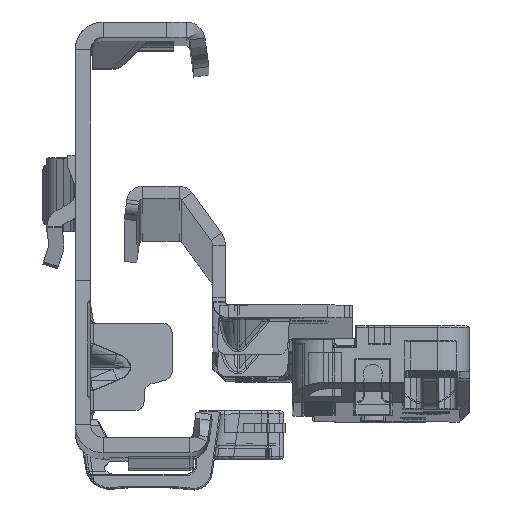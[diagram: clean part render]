
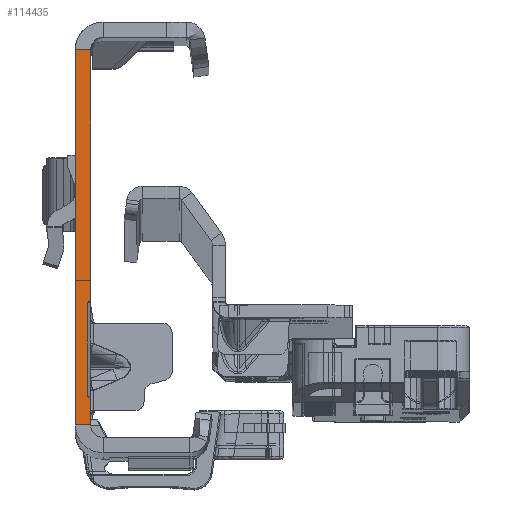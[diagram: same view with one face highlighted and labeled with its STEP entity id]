
A CAD part, top view. The second image highlights one B-rep face of the part: STEP entity #114435.
In plain terms, the highlighted planar face has unit normal (0, 0, 1).
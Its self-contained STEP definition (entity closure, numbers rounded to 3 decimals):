
#1678 = VECTOR ( 'NONE', #89498, 1000. ) ;
#3131 = CARTESIAN_POINT ( 'NONE',  ( -2.45, 30., 0. ) ) ;
#3664 = VECTOR ( 'NONE', #126667, 1000. ) ;
#4000 = ORIENTED_EDGE ( 'NONE', *, *, #7429, .F. ) ;
#4984 = CARTESIAN_POINT ( 'NONE',  ( 0., -32., 0. ) ) ;
#6258 = VECTOR ( 'NONE', #120002, 1000. ) ;
#7429 = EDGE_CURVE ( 'NONE', #107008, #95150, #87591, .T. ) ;
#9529 = VECTOR ( 'NONE', #64797, 1000. ) ;
#11924 = CARTESIAN_POINT ( 'NONE',  ( -2.45, -32., 0. ) ) ;
#12719 = ORIENTED_EDGE ( 'NONE', *, *, #26052, .T. ) ;
#12848 = DIRECTION ( 'NONE',  ( 0., -1., 0. ) ) ;
#14820 = VERTEX_POINT ( 'NONE', #77258 ) ;
#16626 = VERTEX_POINT ( 'NONE', #41778 ) ;
#16862 = CARTESIAN_POINT ( 'NONE',  ( 0., 30., 0. ) ) ;
#21220 = VECTOR ( 'NONE', #12848, 1000. ) ;
#22147 = CARTESIAN_POINT ( 'NONE',  ( -0.536, -25.45, 0. ) ) ;
#24010 = ORIENTED_EDGE ( 'NONE', *, *, #36767, .T. ) ;
#25892 = DIRECTION ( 'NONE',  ( 0., -1., 0. ) ) ;
#26052 = EDGE_CURVE ( 'NONE', #107008, #35288, #37555, .T. ) ;
#29713 = FACE_OUTER_BOUND ( 'NONE', #95908, .T. ) ;
#31781 = CARTESIAN_POINT ( 'NONE',  ( -2.45, -32., 0. ) ) ;
#32101 = DIRECTION ( 'NONE',  ( 0., 0., 1. ) ) ;
#34388 = EDGE_CURVE ( 'NONE', #126799, #35288, #52495, .T. ) ;
#35288 = VERTEX_POINT ( 'NONE', #22147 ) ;
#36500 = CARTESIAN_POINT ( 'NONE',  ( -2.45, -30., 0. ) ) ;
#36767 = EDGE_CURVE ( 'NONE', #40854, #86626, #92828, .T. ) ;
#37555 = LINE ( 'NONE', #77186, #103511 ) ;
#40854 = VERTEX_POINT ( 'NONE', #3131 ) ;
#41778 = CARTESIAN_POINT ( 'NONE',  ( 0., 30., 0. ) ) ;
#42349 = VECTOR ( 'NONE', #25892, 1000. ) ;
#52495 = LINE ( 'NONE', #102462, #9529 ) ;
#53839 = ORIENTED_EDGE ( 'NONE', *, *, #94406, .F. ) ;
#55885 = LINE ( 'NONE', #16862, #3664 ) ;
#60090 = EDGE_CURVE ( 'NONE', #95150, #86626, #99230, .T. ) ;
#63051 = ORIENTED_EDGE ( 'NONE', *, *, #60090, .F. ) ;
#63614 = CARTESIAN_POINT ( 'NONE',  ( -0.536, -10.45, 0. ) ) ;
#64797 = DIRECTION ( 'NONE',  ( 0., -1., 0. ) ) ;
#74099 = VECTOR ( 'NONE', #101291, 1000. ) ;
#75275 = CARTESIAN_POINT ( 'NONE',  ( 0., -32., 0. ) ) ;
#77186 = CARTESIAN_POINT ( 'NONE',  ( 0.082, -26.047, 0. ) ) ;
#77258 = CARTESIAN_POINT ( 'NONE',  ( 0., -9.932, 0. ) ) ;
#77615 = EDGE_CURVE ( 'NONE', #126799, #14820, #118111, .T. ) ;
#78217 = ORIENTED_EDGE ( 'NONE', *, *, #87485, .T. ) ;
#80336 = CARTESIAN_POINT ( 'NONE',  ( 0., -30., 0. ) ) ;
#86626 = VERTEX_POINT ( 'NONE', #36500 ) ;
#87485 = EDGE_CURVE ( 'NONE', #16626, #40854, #55885, .T. ) ;
#87591 = LINE ( 'NONE', #75275, #42349 ) ;
#88894 = CARTESIAN_POINT ( 'NONE',  ( -0.259, -10.182, 0. ) ) ;
#89498 = DIRECTION ( 'NONE',  ( -1., 0., 0. ) ) ;
#91245 = PLANE ( 'NONE',  #114684 ) ;
#92828 = LINE ( 'NONE', #31781, #74099 ) ;
#93449 = LINE ( 'NONE', #4984, #21220 ) ;
#94406 = EDGE_CURVE ( 'NONE', #16626, #14820, #93449, .T. ) ;
#95150 = VERTEX_POINT ( 'NONE', #121705 ) ;
#95908 = EDGE_LOOP ( 'NONE', ( #123316, #127853, #53839, #78217, #24010, #63051, #4000, #12719 ) ) ;
#97325 = DIRECTION ( 'NONE',  ( -0.719, 0.695, 0. ) ) ;
#99230 = LINE ( 'NONE', #80336, #1678 ) ;
#101291 = DIRECTION ( 'NONE',  ( 0., -1., 0. ) ) ;
#102236 = DIRECTION ( 'NONE',  ( 1., 0., 0. ) ) ;
#102462 = CARTESIAN_POINT ( 'NONE',  ( -0.536, -9.85, 0. ) ) ;
#103511 = VECTOR ( 'NONE', #97325, 1000. ) ;
#107008 = VERTEX_POINT ( 'NONE', #110039 ) ;
#110039 = CARTESIAN_POINT ( 'NONE',  ( 0., -25.968, 0. ) ) ;
#114435 = ADVANCED_FACE ( 'NONE', ( #29713 ), #91245, .T. ) ;
#114684 = AXIS2_PLACEMENT_3D ( 'NONE', #11924, #32101, #102236 ) ;
#118111 = LINE ( 'NONE', #88894, #6258 ) ;
#120002 = DIRECTION ( 'NONE',  ( 0.719, 0.695, 0. ) ) ;
#121705 = CARTESIAN_POINT ( 'NONE',  ( 0., -30., 0. ) ) ;
#123316 = ORIENTED_EDGE ( 'NONE', *, *, #34388, .F. ) ;
#126667 = DIRECTION ( 'NONE',  ( -1., 0., 0. ) ) ;
#126799 = VERTEX_POINT ( 'NONE', #63614 ) ;
#127853 = ORIENTED_EDGE ( 'NONE', *, *, #77615, .T. ) ;
